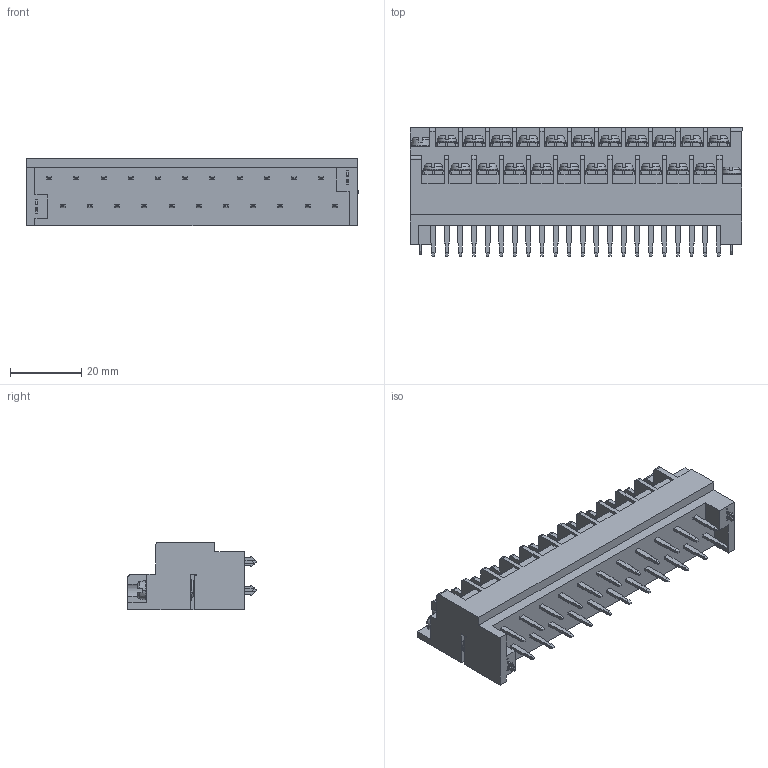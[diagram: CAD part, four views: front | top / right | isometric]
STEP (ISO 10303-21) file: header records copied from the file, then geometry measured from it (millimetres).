
FILE_DESCRIPTION( ('This file contains a STEP AP42 implementation' ,'as created by ZW3D STEP Interface translator.') ,'2;1' );
FILE_NAME( 'BH762-00-11-G-G0-S01.stp' ,'231115.1428 6', (''), ('ZWCAD Software Co.'), 'Version 1.0', 'ZW3D to STEP translator', '' );
FILE_SCHEMA(('AUTOMOTIVE_DESIGN { 1 0 10303 214 1 1 1 1 }'));
Length unit declared in the file: millimetre
Products named in the file (6): 0; BH762-00-11-G-G0-S01; MB030-2SNI01_ASM; MB030-2SNI01-BOARD; MB030-2SXX01-SCROW; NU030-3SXX01
Assembly tree (46 placements, depth 3):
  0
  BH762-00-11-G-G0-S01
    MB030-2SNI01_ASM  x22
      MB030-2SNI01-BOARD
      MB030-2SXX01-SCROW
    NU030-3SXX01  x22
Bounding box: 93.03 x 36 x 19 mm (x, y, z)
Volume: 28191.1 mm3; surface area: 36102.8 mm2
Topology: 183 solids, 210 shells, 4956 faces, 13181 edges, 8629 vertices
Faces by surface type: plane 3420, cylinder 850, cone 276, bspline 264, torus 146
Full cylindrical faces by diameter (mm): 3.8 x2
Entity records: 105074 total; most frequent: CARTESIAN_POINT 19976, ORIENTED_EDGE 17614, DIRECTION 16056, EDGE_CURVE 8813, VECTOR 7430, LINE 7430, VERTEX_POINT 5773, AXIS2_PLACEMENT_3D 4313
